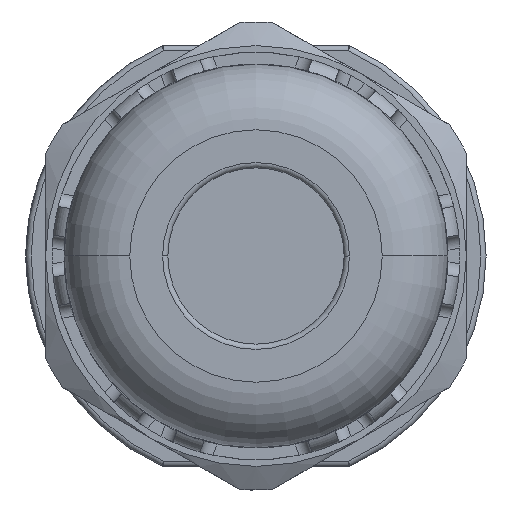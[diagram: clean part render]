
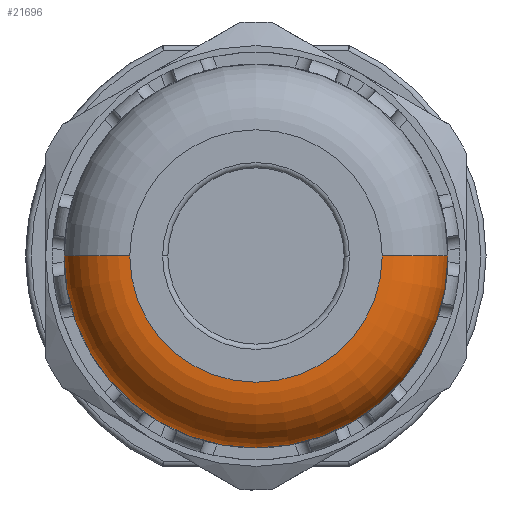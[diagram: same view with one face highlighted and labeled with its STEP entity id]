
A CAD part, left-side view. The second image highlights one B-rep face of the part: STEP entity #21696.
In plain terms, the highlighted toroidal (fillet/blend) face has major radius 4.8 mm and minor radius 2.5 mm.
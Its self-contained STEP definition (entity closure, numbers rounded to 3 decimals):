
#3368=CARTESIAN_POINT('',(-99.822,8.9,
-10.566));
#3369=DIRECTION('',(1.,0.,0.));
#3370=DIRECTION('',(0.,-1.,0.));
#3371=AXIS2_PLACEMENT_3D('',#3368,#3369,#3370);
#3373=CARTESIAN_POINT('',(-102.322,8.9,
-10.566));
#3374=DIRECTION('',(-1.,0.,0.));
#3375=DIRECTION('',(0.,1.,0.));
#3376=AXIS2_PLACEMENT_3D('',#3373,#3374,#3375);
#5073=CARTESIAN_POINT('',(-99.822,4.1,
-10.566));
#5074=DIRECTION('',(0.,0.,-1.));
#5075=DIRECTION('',(0.,-1.,0.));
#5076=AXIS2_PLACEMENT_3D('',#5073,#5074,#5075);
#5083=CARTESIAN_POINT('',(-99.822,13.7,
-10.566));
#5084=DIRECTION('',(0.,0.,-1.));
#5085=DIRECTION('',(-1.,0.,0.));
#5086=AXIS2_PLACEMENT_3D('',#5083,#5084,#5085);
#16196=CARTESIAN_POINT('',(-102.322,13.7,
-10.566));
#16197=CARTESIAN_POINT('',(-99.822,16.2,
-10.566));
#16198=VERTEX_POINT('',#16196);
#16199=VERTEX_POINT('',#16197);
#16200=CARTESIAN_POINT('',(-99.822,1.6,
-10.566));
#16201=CARTESIAN_POINT('',(-102.322,4.1,
-10.566));
#16202=VERTEX_POINT('',#16200);
#16203=VERTEX_POINT('',#16201);
#21682=CARTESIAN_POINT('',(-99.822,8.9,
-10.566));
#21683=DIRECTION('',(-1.,0.,0.));
#21684=DIRECTION('',(0.,-1.,0.005));
#21685=AXIS2_PLACEMENT_3D('',#21682,#21683,#21684);
#21686=TOROIDAL_SURFACE('',#21685,4.8,2.5);
#21688=ORIENTED_EDGE('',*,*,#21687,.T.);
#21690=ORIENTED_EDGE('',*,*,#21689,.F.);
#21691=ORIENTED_EDGE('',*,*,#21670,.T.);
#21693=ORIENTED_EDGE('',*,*,#21692,.F.);
#21694=EDGE_LOOP('',(#21688,#21690,#21691,#21693));
#21695=FACE_OUTER_BOUND('',#21694,.F.);
#21696=ADVANCED_FACE('',(#21695),#21686,.T.);
#3372=CIRCLE('',#3371,7.3);
#3377=CIRCLE('',#3376,4.8);
#5077=CIRCLE('',#5076,2.5);
#5087=CIRCLE('',#5086,2.5);
#21670=EDGE_CURVE('',#16198,#16203,#3377,.T.);
#21687=EDGE_CURVE('',#16202,#16199,#3372,.T.);
#21689=EDGE_CURVE('',#16198,#16199,#5087,.T.);
#21692=EDGE_CURVE('',#16202,#16203,#5077,.T.);
